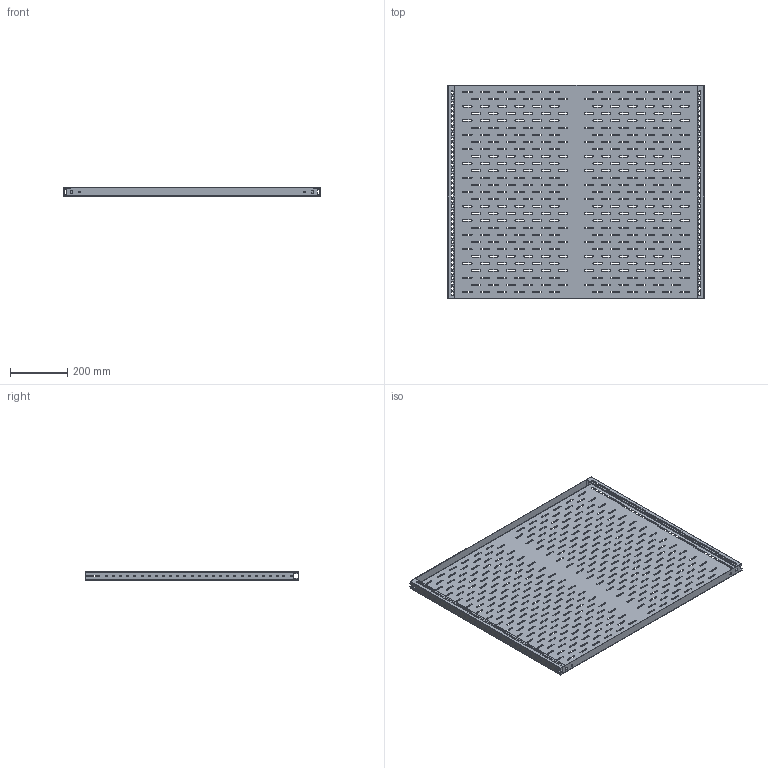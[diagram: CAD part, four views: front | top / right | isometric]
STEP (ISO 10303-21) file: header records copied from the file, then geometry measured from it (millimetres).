
FILE_DESCRIPTION (( 'STEP AP203' ), '1' );
FILE_NAME ('QB09C702.step', '2014-09-29T07:01:23', ( '' ), ( '' ), 'SwSTEP 2.0', 'SolidWorks 2014', '' );
FILE_SCHEMA (( 'CONFIG_CONTROL_DESIGN' ));
Products named in the file (1): QB09C702
Bounding box: 899 x 746.5 x 30 mm (x, y, z)
Volume: 1084439 mm3; surface area: 1500108 mm2
Topology: 1 solids, 1 shells, 2618 faces, 7788 edges, 5168 vertices
Faces by surface type: cylinder 1500, plane 1106, bspline 12
Entity records: 91603 total; most frequent: CARTESIAN_POINT 16177, DIRECTION 15936, ORIENTED_EDGE 15576, EDGE_CURVE 7788, AXIS2_PLACEMENT_3D 5583, VERTEX_POINT 5168, VECTOR 4770, LINE 4770
